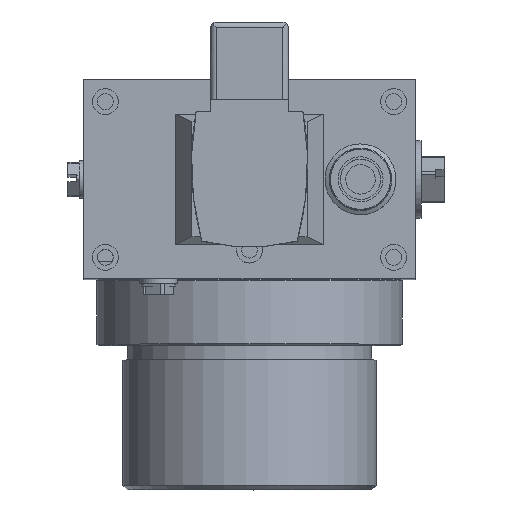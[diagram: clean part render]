
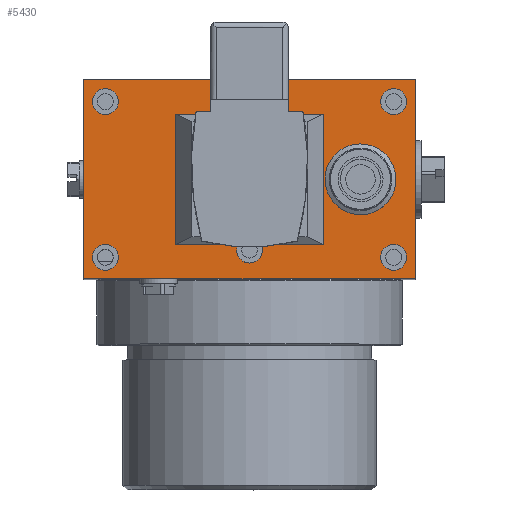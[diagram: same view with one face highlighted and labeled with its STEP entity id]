
A CAD part, top view. The second image highlights one B-rep face of the part: STEP entity #5430.
In plain terms, the highlighted planar face has unit normal (0, 0, 1).
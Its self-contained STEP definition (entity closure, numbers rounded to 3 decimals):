
#200=FACE_BOUND('',#1737,.T.);
#201=FACE_BOUND('',#1738,.T.);
#202=FACE_BOUND('',#1739,.T.);
#203=FACE_BOUND('',#1740,.T.);
#204=FACE_BOUND('',#1741,.T.);
#205=FACE_BOUND('',#1742,.T.);
#464=LINE('',#8755,#870);
#468=LINE('',#8762,#874);
#470=LINE('',#8766,#876);
#471=LINE('',#8769,#877);
#473=LINE('',#8772,#879);
#608=LINE('',#9267,#1014);
#609=LINE('',#9269,#1015);
#610=LINE('',#9271,#1016);
#611=LINE('',#9272,#1017);
#870=VECTOR('',#7012,10.);
#874=VECTOR('',#7020,10.);
#876=VECTOR('',#7024,10.);
#877=VECTOR('',#7027,10.);
#879=VECTOR('',#7029,10.);
#1014=VECTOR('',#7552,10.);
#1015=VECTOR('',#7553,10.);
#1016=VECTOR('',#7554,10.);
#1017=VECTOR('',#7555,10.);
#1403=FACE_OUTER_BOUND('',#1736,.T.);
#1736=EDGE_LOOP('',(#4672,#4673,#4674,#4675));
#1737=EDGE_LOOP('',(#4676,#4677,#4678,#4679,#4680,#4681,#4682));
#1738=EDGE_LOOP('',(#4683,#4684));
#1739=EDGE_LOOP('',(#4685,#4686));
#1740=EDGE_LOOP('',(#4687,#4688));
#1741=EDGE_LOOP('',(#4689,#4690));
#1742=EDGE_LOOP('',(#4691,#4692));
#2036=CIRCLE('',#5976,10.8);
#2037=CIRCLE('',#5977,10.8);
#2045=CIRCLE('',#5990,4.5);
#2046=CIRCLE('',#5991,4.5);
#2049=CIRCLE('',#5997,4.5);
#2050=CIRCLE('',#5998,4.5);
#2054=CIRCLE('',#6004,4.5);
#2055=CIRCLE('',#6005,4.5);
#2059=CIRCLE('',#6012,4.5);
#2060=CIRCLE('',#6013,4.5);
#2064=CIRCLE('',#6020,4.5);
#2065=CIRCLE('',#6021,4.5);
#2426=VERTEX_POINT('',#8752);
#2427=VERTEX_POINT('',#8754);
#2428=VERTEX_POINT('',#8760);
#2429=VERTEX_POINT('',#8764);
#2430=VERTEX_POINT('',#8768);
#2431=VERTEX_POINT('',#8770);
#2568=VERTEX_POINT('',#9178);
#2569=VERTEX_POINT('',#9180);
#2576=VERTEX_POINT('',#9202);
#2577=VERTEX_POINT('',#9204);
#2580=VERTEX_POINT('',#9215);
#2581=VERTEX_POINT('',#9217);
#2585=VERTEX_POINT('',#9228);
#2586=VERTEX_POINT('',#9230);
#2590=VERTEX_POINT('',#9243);
#2591=VERTEX_POINT('',#9245);
#2595=VERTEX_POINT('',#9258);
#2596=VERTEX_POINT('',#9265);
#2597=VERTEX_POINT('',#9266);
#2598=VERTEX_POINT('',#9268);
#2599=VERTEX_POINT('',#9270);
#3076=EDGE_CURVE('',#2427,#2426,#464,.T.);
#3080=EDGE_CURVE('',#2426,#2428,#468,.T.);
#3082=EDGE_CURVE('',#2428,#2429,#470,.T.);
#3083=EDGE_CURVE('',#2430,#2427,#471,.T.);
#3085=EDGE_CURVE('',#2429,#2431,#473,.T.);
#3283=EDGE_CURVE('',#2569,#2568,#2036,.T.);
#3284=EDGE_CURVE('',#2568,#2569,#2037,.T.);
#3294=EDGE_CURVE('',#2577,#2576,#2045,.T.);
#3295=EDGE_CURVE('',#2576,#2577,#2046,.T.);
#3300=EDGE_CURVE('',#2581,#2580,#2049,.T.);
#3301=EDGE_CURVE('',#2580,#2581,#2050,.T.);
#3306=EDGE_CURVE('',#2586,#2585,#2054,.T.);
#3307=EDGE_CURVE('',#2585,#2586,#2055,.T.);
#3313=EDGE_CURVE('',#2591,#2590,#2059,.T.);
#3314=EDGE_CURVE('',#2590,#2591,#2060,.T.);
#3320=EDGE_CURVE('',#2431,#2595,#2064,.T.);
#3321=EDGE_CURVE('',#2595,#2430,#2065,.T.);
#3323=EDGE_CURVE('',#2596,#2597,#608,.T.);
#3324=EDGE_CURVE('',#2597,#2598,#609,.T.);
#3325=EDGE_CURVE('',#2598,#2599,#610,.T.);
#3326=EDGE_CURVE('',#2599,#2596,#611,.T.);
#4672=ORIENTED_EDGE('',*,*,#3323,.T.);
#4673=ORIENTED_EDGE('',*,*,#3324,.T.);
#4674=ORIENTED_EDGE('',*,*,#3325,.T.);
#4675=ORIENTED_EDGE('',*,*,#3326,.T.);
#4676=ORIENTED_EDGE('',*,*,#3085,.T.);
#4677=ORIENTED_EDGE('',*,*,#3320,.T.);
#4678=ORIENTED_EDGE('',*,*,#3321,.T.);
#4679=ORIENTED_EDGE('',*,*,#3083,.T.);
#4680=ORIENTED_EDGE('',*,*,#3076,.T.);
#4681=ORIENTED_EDGE('',*,*,#3080,.T.);
#4682=ORIENTED_EDGE('',*,*,#3082,.T.);
#4683=ORIENTED_EDGE('',*,*,#3283,.T.);
#4684=ORIENTED_EDGE('',*,*,#3284,.T.);
#4685=ORIENTED_EDGE('',*,*,#3294,.T.);
#4686=ORIENTED_EDGE('',*,*,#3295,.T.);
#4687=ORIENTED_EDGE('',*,*,#3300,.T.);
#4688=ORIENTED_EDGE('',*,*,#3301,.T.);
#4689=ORIENTED_EDGE('',*,*,#3306,.T.);
#4690=ORIENTED_EDGE('',*,*,#3307,.T.);
#4691=ORIENTED_EDGE('',*,*,#3313,.T.);
#4692=ORIENTED_EDGE('',*,*,#3314,.T.);
#5154=PLANE('',#6023);
#5430=ADVANCED_FACE('',(#1403,#200,#201,#202,#203,#204,#205),#5154,.T.);
#5976=AXIS2_PLACEMENT_3D('',#9181,#7446,#7447);
#5977=AXIS2_PLACEMENT_3D('',#9182,#7448,#7449);
#5990=AXIS2_PLACEMENT_3D('',#9205,#7476,#7477);
#5991=AXIS2_PLACEMENT_3D('',#9206,#7478,#7479);
#5997=AXIS2_PLACEMENT_3D('',#9218,#7492,#7493);
#5998=AXIS2_PLACEMENT_3D('',#9219,#7494,#7495);
#6004=AXIS2_PLACEMENT_3D('',#9231,#7507,#7508);
#6005=AXIS2_PLACEMENT_3D('',#9232,#7509,#7510);
#6012=AXIS2_PLACEMENT_3D('',#9246,#7525,#7526);
#6013=AXIS2_PLACEMENT_3D('',#9247,#7527,#7528);
#6020=AXIS2_PLACEMENT_3D('',#9260,#7543,#7544);
#6021=AXIS2_PLACEMENT_3D('',#9261,#7545,#7546);
#6023=AXIS2_PLACEMENT_3D('',#9264,#7550,#7551);
#7012=DIRECTION('',(0.,1.,0.));
#7020=DIRECTION('',(1.,0.,0.));
#7024=DIRECTION('',(0.,-1.,0.));
#7027=DIRECTION('',(-1.,0.,0.));
#7029=DIRECTION('',(-1.,0.,0.));
#7446=DIRECTION('center_axis',(0.,0.,
-1.));
#7447=DIRECTION('ref_axis',(0.194,-0.981,0.));
#7448=DIRECTION('center_axis',(0.,0.,
-1.));
#7449=DIRECTION('ref_axis',(0.194,-0.981,0.));
#7476=DIRECTION('center_axis',(0.,0.,
-1.));
#7477=DIRECTION('ref_axis',(1.,0.,0.));
#7478=DIRECTION('center_axis',(0.,0.,
-1.));
#7479=DIRECTION('ref_axis',(1.,0.,0.));
#7492=DIRECTION('center_axis',(0.,0.,
-1.));
#7493=DIRECTION('ref_axis',(1.,0.,0.));
#7494=DIRECTION('center_axis',(0.,0.,
-1.));
#7495=DIRECTION('ref_axis',(1.,0.,0.));
#7507=DIRECTION('center_axis',(0.,0.,
-1.));
#7508=DIRECTION('ref_axis',(1.,0.,0.));
#7509=DIRECTION('center_axis',(0.,0.,
-1.));
#7510=DIRECTION('ref_axis',(1.,0.,0.));
#7525=DIRECTION('center_axis',(0.,0.,
-1.));
#7526=DIRECTION('ref_axis',(1.,0.,0.));
#7527=DIRECTION('center_axis',(0.,0.,
-1.));
#7528=DIRECTION('ref_axis',(1.,0.,0.));
#7543=DIRECTION('center_axis',(0.,0.,
-1.));
#7544=DIRECTION('ref_axis',(1.,0.,0.));
#7545=DIRECTION('center_axis',(0.,0.,
-1.));
#7546=DIRECTION('ref_axis',(1.,0.,0.));
#7550=DIRECTION('center_axis',(0.,0.,
1.));
#7551=DIRECTION('ref_axis',(1.,0.,0.));
#7552=DIRECTION('',(-1.,0.,0.));
#7553=DIRECTION('',(0.,-1.,0.));
#7554=DIRECTION('',(1.,0.,0.));
#7555=DIRECTION('',(0.,1.,0.));
#8752=CARTESIAN_POINT('',(-25.5,57.,86.));
#8754=CARTESIAN_POINT('',(-25.5,12.,86.));
#8755=CARTESIAN_POINT('',(-25.5,23.25,86.));
#8760=CARTESIAN_POINT('',(25.5,57.,86.));
#8762=CARTESIAN_POINT('',(-12.75,57.,86.));
#8764=CARTESIAN_POINT('',(25.5,12.,86.));
#8766=CARTESIAN_POINT('',(25.5,45.75,86.));
#8768=CARTESIAN_POINT('',(-4.031,12.,86.));
#8769=CARTESIAN_POINT('',(12.75,12.,86.));
#8770=CARTESIAN_POINT('',(4.031,12.,86.));
#8772=CARTESIAN_POINT('',(12.75,12.,86.));
#9178=CARTESIAN_POINT('',(36.406,45.095,86.));
#9180=CARTESIAN_POINT('',(40.594,23.905,86.));
#9181=CARTESIAN_POINT('Origin',(38.5,34.5,86.));
#9182=CARTESIAN_POINT('Origin',(38.5,34.5,86.));
#9202=CARTESIAN_POINT('',(45.5,61.5,86.));
#9204=CARTESIAN_POINT('',(54.5,61.5,86.));
#9205=CARTESIAN_POINT('Origin',(50.,61.5,86.));
#9206=CARTESIAN_POINT('Origin',(50.,61.5,86.));
#9215=CARTESIAN_POINT('',(-54.5,7.5,86.));
#9217=CARTESIAN_POINT('',(-45.5,7.5,86.));
#9218=CARTESIAN_POINT('Origin',(-50.,7.5,86.));
#9219=CARTESIAN_POINT('Origin',(-50.,7.5,86.));
#9228=CARTESIAN_POINT('',(-54.5,61.5,86.));
#9230=CARTESIAN_POINT('',(-45.5,61.5,86.));
#9231=CARTESIAN_POINT('Origin',(-50.,61.5,86.));
#9232=CARTESIAN_POINT('Origin',(-50.,61.5,86.));
#9243=CARTESIAN_POINT('',(45.5,7.5,86.));
#9245=CARTESIAN_POINT('',(54.5,7.5,86.));
#9246=CARTESIAN_POINT('Origin',(50.,7.5,86.));
#9247=CARTESIAN_POINT('Origin',(50.,7.5,86.));
#9258=CARTESIAN_POINT('',(-4.5,10.,86.));
#9260=CARTESIAN_POINT('Origin',(0.,10.,
86.));
#9261=CARTESIAN_POINT('Origin',(0.,10.,
86.));
#9264=CARTESIAN_POINT('Origin',(0.,34.5,
86.));
#9265=CARTESIAN_POINT('',(57.5,69.,86.));
#9266=CARTESIAN_POINT('',(-57.5,69.,86.));
#9267=CARTESIAN_POINT('',(57.5,69.,86.));
#9268=CARTESIAN_POINT('',(-57.5,0.,86.));
#9269=CARTESIAN_POINT('',(-57.5,69.,86.));
#9270=CARTESIAN_POINT('',(57.5,0.,86.));
#9271=CARTESIAN_POINT('',(-57.5,0.,86.));
#9272=CARTESIAN_POINT('',(57.5,0.,86.));
